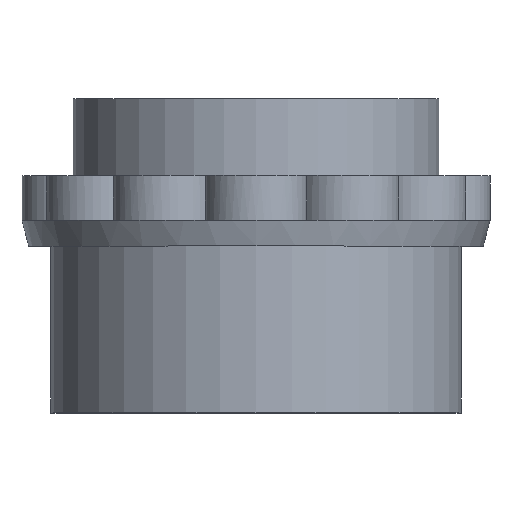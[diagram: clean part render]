
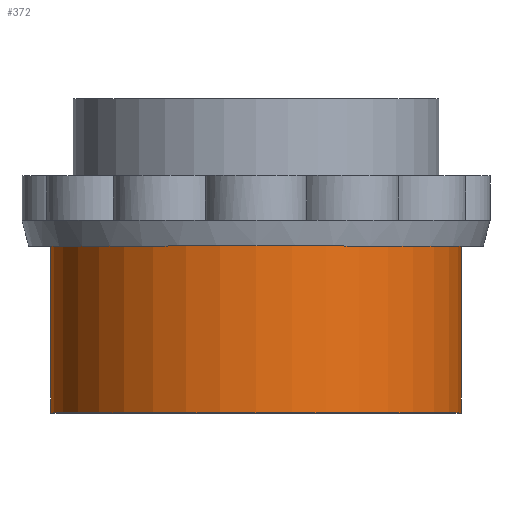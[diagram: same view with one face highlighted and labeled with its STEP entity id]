
A CAD part, top view. The second image highlights one B-rep face of the part: STEP entity #372.
In plain terms, the highlighted cylindrical face has radius 16 mm (diameter 32 mm), a partial arc.
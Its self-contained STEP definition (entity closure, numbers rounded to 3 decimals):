
#16 = CARTESIAN_POINT ( 'NONE',  ( 0., 7.23, 0. ) ) ;
#106 = CARTESIAN_POINT ( 'NONE',  ( -16., 14.459, 0. ) ) ;
#139 = DIRECTION ( 'NONE',  ( 0., 1., 0. ) ) ;
#166 = CYLINDRICAL_SURFACE ( 'NONE', #591, 16. ) ;
#202 = VECTOR ( 'NONE', #324, 1000. ) ;
#219 = LINE ( 'NONE', #1242, #238 ) ;
#238 = VECTOR ( 'NONE', #440, 1000. ) ;
#316 = CARTESIAN_POINT ( 'NONE',  ( -16., 7.23, 0. ) ) ;
#324 = DIRECTION ( 'NONE',  ( 0., 1., 0. ) ) ;
#372 = ADVANCED_FACE ( 'NONE', ( #1186 ), #166, .T. ) ;
#416 = DIRECTION ( 'NONE',  ( 0., 1., 0. ) ) ;
#440 = DIRECTION ( 'NONE',  ( 0., 1., 0. ) ) ;
#449 = AXIS2_PLACEMENT_3D ( 'NONE', #538, #1155, #888 ) ;
#468 = CIRCLE ( 'NONE', #1484, 16. ) ;
#476 = EDGE_LOOP ( 'NONE', ( #1476, #884, #1198, #544 ) ) ;
#506 = CARTESIAN_POINT ( 'NONE',  ( 16., 14.459, 0. ) ) ;
#538 = CARTESIAN_POINT ( 'NONE',  ( 0., 1., 0. ) ) ;
#544 = ORIENTED_EDGE ( 'NONE', *, *, #649, .F. ) ;
#581 = VERTEX_POINT ( 'NONE', #106 ) ;
#591 = AXIS2_PLACEMENT_3D ( 'NONE', #16, #139, #609 ) ;
#609 = DIRECTION ( 'NONE',  ( 1., 0., 0. ) ) ;
#612 = EDGE_CURVE ( 'NONE', #1021, #910, #881, .T. ) ;
#621 = CARTESIAN_POINT ( 'NONE',  ( 0., 14.459, 0. ) ) ;
#649 = EDGE_CURVE ( 'NONE', #910, #581, #675, .T. ) ;
#675 = LINE ( 'NONE', #316, #202 ) ;
#785 = CARTESIAN_POINT ( 'NONE',  ( 16., 1., 0. ) ) ;
#854 = EDGE_CURVE ( 'NONE', #581, #1216, #468, .T. ) ;
#881 = CIRCLE ( 'NONE', #449, 16. ) ;
#884 = ORIENTED_EDGE ( 'NONE', *, *, #1455, .T. ) ;
#888 = DIRECTION ( 'NONE',  ( 0., 0., 1. ) ) ;
#910 = VERTEX_POINT ( 'NONE', #1105 ) ;
#1021 = VERTEX_POINT ( 'NONE', #785 ) ;
#1105 = CARTESIAN_POINT ( 'NONE',  ( -16., 1., 0. ) ) ;
#1155 = DIRECTION ( 'NONE',  ( 0., -1., 0. ) ) ;
#1186 = FACE_OUTER_BOUND ( 'NONE', #476, .T. ) ;
#1198 = ORIENTED_EDGE ( 'NONE', *, *, #854, .F. ) ;
#1216 = VERTEX_POINT ( 'NONE', #506 ) ;
#1242 = CARTESIAN_POINT ( 'NONE',  ( 16., 7.23, 0. ) ) ;
#1330 = DIRECTION ( 'NONE',  ( 1., 0., 0. ) ) ;
#1455 = EDGE_CURVE ( 'NONE', #1021, #1216, #219, .T. ) ;
#1476 = ORIENTED_EDGE ( 'NONE', *, *, #612, .F. ) ;
#1484 = AXIS2_PLACEMENT_3D ( 'NONE', #621, #416, #1330 ) ;
